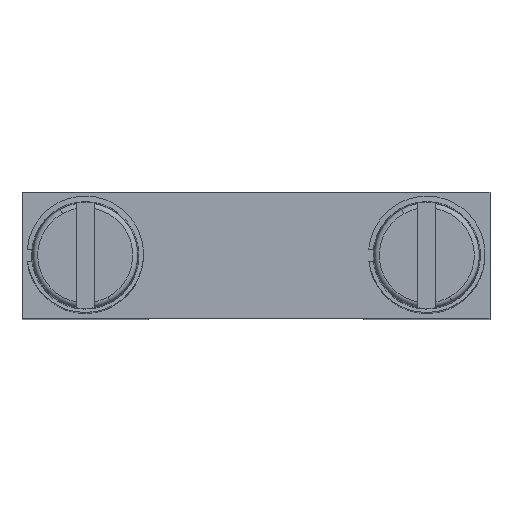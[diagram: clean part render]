
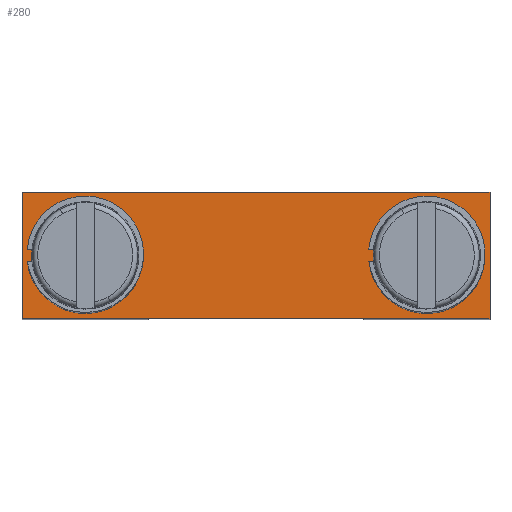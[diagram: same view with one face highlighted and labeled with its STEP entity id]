
A CAD part, top view. The second image highlights one B-rep face of the part: STEP entity #280.
In plain terms, the highlighted planar face has unit normal (0, 0, 1).
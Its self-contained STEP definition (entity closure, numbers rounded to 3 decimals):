
#62=AXIS2_PLACEMENT_3D('Circle Axis2P3D',#60,#61,$) ;
#79=AXIS2_PLACEMENT_3D('Circle Axis2P3D',#77,#78,$) ;
#250=AXIS2_PLACEMENT_3D('Plane Axis2P3D',#247,#248,#249) ;
#260=AXIS2_PLACEMENT_3D('Circle Axis2P3D',#258,#259,$) ;
#269=AXIS2_PLACEMENT_3D('Circle Axis2P3D',#267,#268,$) ;
#43=CARTESIAN_POINT('Vertex',(34.413,3.682,55.9)) ;
#57=CARTESIAN_POINT('Vertex',(29.587,6.318,55.9)) ;
#60=CARTESIAN_POINT('Axis2P3D Location',(32.,5.,55.9)) ;
#77=CARTESIAN_POINT('Axis2P3D Location',(32.,5.,55.9)) ;
#100=CARTESIAN_POINT('Vertex',(0.,10.,55.9)) ;
#114=CARTESIAN_POINT('Vertex',(0.,0.,55.9)) ;
#117=CARTESIAN_POINT('Line Origine',(0.,5.,55.9)) ;
#145=CARTESIAN_POINT('Vertex',(37.,0.,55.9)) ;
#148=CARTESIAN_POINT('Line Origine',(18.5,0.,55.9)) ;
#176=CARTESIAN_POINT('Vertex',(37.,10.,55.9)) ;
#179=CARTESIAN_POINT('Line Origine',(37.,5.,55.9)) ;
#201=CARTESIAN_POINT('Line Origine',(18.5,10.,55.9)) ;
#247=CARTESIAN_POINT('Axis2P3D Location',(18.5,5.,55.9)) ;
#258=CARTESIAN_POINT('Axis2P3D Location',(5.,5.,55.9)) ;
#262=CARTESIAN_POINT('Vertex',(2.587,6.318,55.9)) ;
#264=CARTESIAN_POINT('Vertex',(7.413,3.682,55.9)) ;
#267=CARTESIAN_POINT('Axis2P3D Location',(5.,5.,55.9)) ;
#61=DIRECTION('Axis2P3D Direction',(0.,0.,-1.)) ;
#78=DIRECTION('Axis2P3D Direction',(0.,0.,-1.)) ;
#118=DIRECTION('Vector Direction',(0.,-1.,0.)) ;
#149=DIRECTION('Vector Direction',(-1.,0.,0.)) ;
#180=DIRECTION('Vector Direction',(0.,1.,0.)) ;
#202=DIRECTION('Vector Direction',(1.,0.,0.)) ;
#248=DIRECTION('Axis2P3D Direction',(0.,0.,1.)) ;
#249=DIRECTION('Axis2P3D XDirection',(1.,0.,0.)) ;
#259=DIRECTION('Axis2P3D Direction',(0.,0.,1.)) ;
#268=DIRECTION('Axis2P3D Direction',(0.,0.,1.)) ;
#119=VECTOR('Line Direction',#118,1.) ;
#150=VECTOR('Line Direction',#149,1.) ;
#181=VECTOR('Line Direction',#180,1.) ;
#203=VECTOR('Line Direction',#202,1.) ;
#253=ORIENTED_EDGE('',*,*,#121,.T.) ;
#254=ORIENTED_EDGE('',*,*,#152,.T.) ;
#255=ORIENTED_EDGE('',*,*,#183,.T.) ;
#256=ORIENTED_EDGE('',*,*,#205,.T.) ;
#273=ORIENTED_EDGE('',*,*,#266,.F.) ;
#274=ORIENTED_EDGE('',*,*,#271,.F.) ;
#277=ORIENTED_EDGE('',*,*,#81,.F.) ;
#278=ORIENTED_EDGE('',*,*,#64,.F.) ;
#275=FACE_BOUND('',#272,.T.) ;
#279=FACE_BOUND('',#276,.T.) ;
#280=ADVANCED_FACE('15575_QL_2_WQV70_95.1\\Koerper.2',(#257,#275,#279),#251,.T.) ;
#63=CIRCLE('generated circle',#62,2.75) ;
#80=CIRCLE('generated circle',#79,2.75) ;
#261=CIRCLE('generated circle',#260,2.75) ;
#270=CIRCLE('generated circle',#269,2.75) ;
#64=EDGE_CURVE('',#58,#44,#63,.F.) ;
#81=EDGE_CURVE('',#44,#58,#80,.F.) ;
#121=EDGE_CURVE('',#101,#115,#120,.T.) ;
#152=EDGE_CURVE('',#115,#146,#151,.F.) ;
#183=EDGE_CURVE('',#146,#177,#182,.T.) ;
#205=EDGE_CURVE('',#177,#101,#204,.F.) ;
#266=EDGE_CURVE('',#263,#265,#261,.T.) ;
#271=EDGE_CURVE('',#265,#263,#270,.T.) ;
#252=EDGE_LOOP('',(#253,#254,#255,#256)) ;
#272=EDGE_LOOP('',(#273,#274)) ;
#276=EDGE_LOOP('',(#277,#278)) ;
#257=FACE_OUTER_BOUND('',#252,.T.) ;
#120=LINE('Line',#117,#119) ;
#151=LINE('Line',#148,#150) ;
#182=LINE('Line',#179,#181) ;
#204=LINE('Line',#201,#203) ;
#251=PLANE('',#250) ;
#44=VERTEX_POINT('',#43) ;
#58=VERTEX_POINT('',#57) ;
#101=VERTEX_POINT('',#100) ;
#115=VERTEX_POINT('',#114) ;
#146=VERTEX_POINT('',#145) ;
#177=VERTEX_POINT('',#176) ;
#263=VERTEX_POINT('',#262) ;
#265=VERTEX_POINT('',#264) ;
